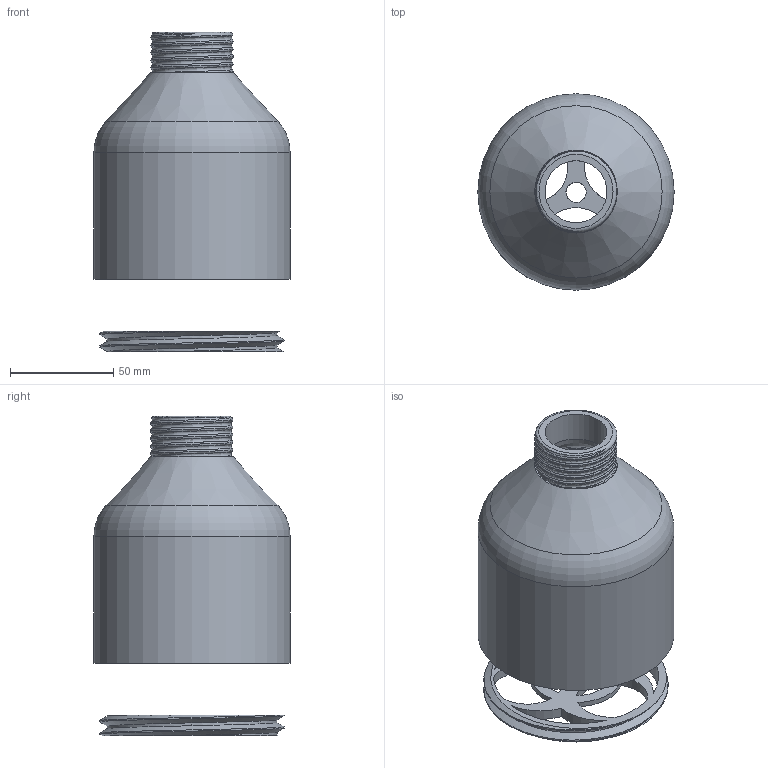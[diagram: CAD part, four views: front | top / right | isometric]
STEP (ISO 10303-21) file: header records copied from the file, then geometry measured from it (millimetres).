
FILE_DESCRIPTION(/* description */ (''),/* implementation_level */ '2;1');
FILE_NAME(/* name */ 'SeriousOne (NATO mount) v2.step',/* time_stamp */ '2020-06-19T10:51:09+02:00',/* author */ (''),/* organization */ (''),/* preprocessor_version */ 'ST-DEVELOPER v18.1',/* originating_system */ 'Autodesk Translation Framework v9.3.0.1241',/* authorisation */ '');
FILE_SCHEMA (('AUTOMOTIVE_DESIGN { 1 0 10303 214 3 1 1 }'));
Length unit declared in the file: millimetre
Products named in the file (1): SeriousOne (NATO mount)
Bounding box: 95 x 95 x 154.59 mm (x, y, z)
Volume: 101060.8 mm3; surface area: 80905.6 mm2
Topology: 2 solids, 2 shells, 87 faces, 256 edges, 166 vertices
Faces by surface type: cylinder 51, plane 21, bspline 8, torus 4, cone 3
Full cylindrical faces by diameter (mm): 30 x1, 39.046 x4, 80 x1, 82.336 x1, 83.905 x2, 89.22 x1, 90 x1, 90.621 x1, 95 x1
Entity records: 9286 total; most frequent: CARTESIAN_POINT 6909, ORIENTED_EDGE 512, DIRECTION 482, EDGE_CURVE 256, AXIS2_PLACEMENT_3D 201, VERTEX_POINT 166, CIRCLE 121, EDGE_LOOP 102
